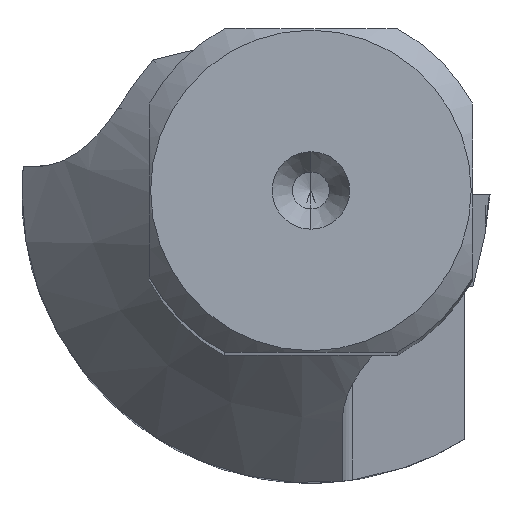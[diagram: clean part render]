
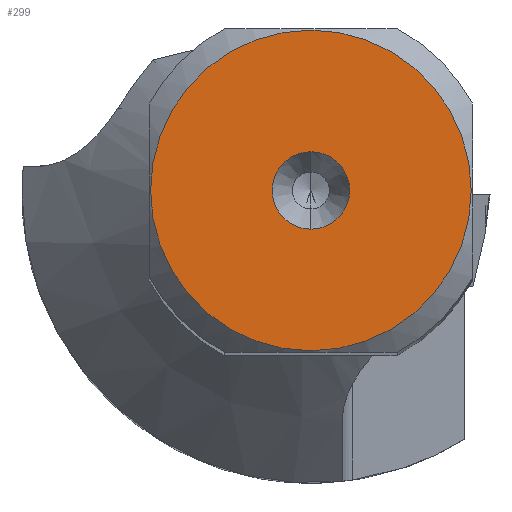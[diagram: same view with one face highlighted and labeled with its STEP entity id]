
A CAD part, top view. The second image highlights one B-rep face of the part: STEP entity #299.
In plain terms, the highlighted planar face has unit normal (0, 0, 1).
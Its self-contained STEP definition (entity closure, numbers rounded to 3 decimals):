
#299=ADVANCED_FACE('',(#425,#426),#393,.T.);
#393=PLANE('',#2113);
#425=FACE_BOUND('',#451,.T.);
#426=FACE_BOUND('',#452,.T.);
#451=EDGE_LOOP('',(#623,#624,#625,#626));
#452=EDGE_LOOP('',(#627,#628));
#623=ORIENTED_EDGE('',*,*,#1354,.F.);
#624=ORIENTED_EDGE('',*,*,#1355,.F.);
#625=ORIENTED_EDGE('',*,*,#1356,.F.);
#626=ORIENTED_EDGE('',*,*,#1357,.F.);
#627=ORIENTED_EDGE('',*,*,#1358,.F.);
#628=ORIENTED_EDGE('',*,*,#1359,.F.);
#1147=VERTEX_POINT('',#2975);
#1148=VERTEX_POINT('',#2976);
#1149=VERTEX_POINT('',#2978);
#1150=VERTEX_POINT('',#2980);
#1151=VERTEX_POINT('',#2983);
#1152=VERTEX_POINT('',#2984);
#1354=EDGE_CURVE('',#1147,#1148,#1626,.T.);
#1355=EDGE_CURVE('',#1149,#1147,#1627,.T.);
#1356=EDGE_CURVE('',#1150,#1149,#1628,.T.);
#1357=EDGE_CURVE('',#1148,#1150,#1629,.T.);
#1358=EDGE_CURVE('',#1151,#1152,#1630,.T.);
#1359=EDGE_CURVE('',#1152,#1151,#1631,.T.);
#1626=CIRCLE('',#2107,6.938);
#1627=CIRCLE('',#2108,6.938);
#1628=CIRCLE('',#2109,6.938);
#1629=CIRCLE('',#2110,6.938);
#1630=CIRCLE('',#2111,1.675);
#1631=CIRCLE('',#2112,1.675);
#2107=AXIS2_PLACEMENT_3D('',#2974,#2411,#2412);
#2108=AXIS2_PLACEMENT_3D('',#2977,#2413,#2414);
#2109=AXIS2_PLACEMENT_3D('',#2979,#2415,#2416);
#2110=AXIS2_PLACEMENT_3D('',#2981,#2417,#2418);
#2111=AXIS2_PLACEMENT_3D('',#2982,#2419,#2420);
#2112=AXIS2_PLACEMENT_3D('',#2985,#2421,#2422);
#2113=AXIS2_PLACEMENT_3D('',#2986,#2423,#2424);
#2411=DIRECTION('',(0.,0.,-1.));
#2412=DIRECTION('',(-1.,0.,0.));
#2413=DIRECTION('',(0.,0.,-1.));
#2414=DIRECTION('',(0.,-1.,0.));
#2415=DIRECTION('',(0.,0.,-1.));
#2416=DIRECTION('',(1.,0.,0.));
#2417=DIRECTION('',(0.,0.,-1.));
#2418=DIRECTION('',(0.,1.,0.));
#2419=DIRECTION('',(0.,0.,1.));
#2420=DIRECTION('',(0.,-1.,0.));
#2421=DIRECTION('',(0.,0.,1.));
#2422=DIRECTION('',(0.,1.,0.));
#2423=DIRECTION('',(0.,0.,1.));
#2424=DIRECTION('',(-1.,0.,0.));
#2974=CARTESIAN_POINT('',(0.,0.,0.));
#2975=CARTESIAN_POINT('',(-6.938,0.,0.));
#2976=CARTESIAN_POINT('',(0.,6.938,0.));
#2977=CARTESIAN_POINT('',(0.,0.,0.));
#2978=CARTESIAN_POINT('',(0.,-6.938,0.));
#2979=CARTESIAN_POINT('',(0.,0.,0.));
#2980=CARTESIAN_POINT('',(6.938,0.,0.));
#2981=CARTESIAN_POINT('',(0.,0.,0.));
#2982=CARTESIAN_POINT('',(0.,0.,0.));
#2983=CARTESIAN_POINT('',(0.,-1.675,0.));
#2984=CARTESIAN_POINT('',(0.,1.675,0.));
#2985=CARTESIAN_POINT('',(0.,0.,0.));
#2986=CARTESIAN_POINT('',(0.,0.001,0.));
